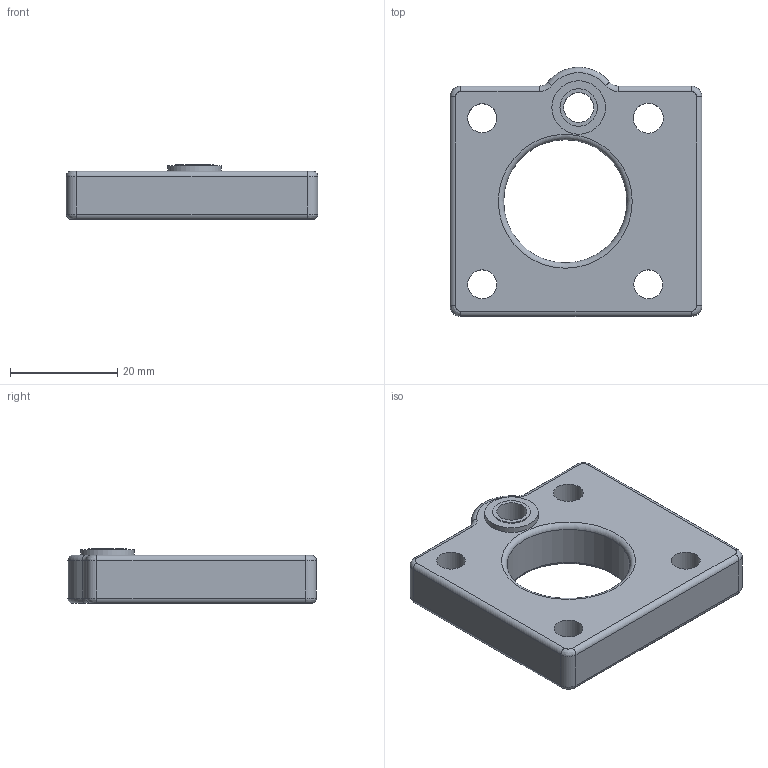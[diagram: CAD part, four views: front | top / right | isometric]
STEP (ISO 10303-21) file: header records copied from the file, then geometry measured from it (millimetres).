
FILE_DESCRIPTION(/* description */ (''),/* implementation_level */ '2;1');
FILE_NAME(/* name */ 'AWD_Front_Top_Left_8.5mmPulley.step',/* time_stamp */ '2024-11-02T21:25:44+02:00',/* author */ (''),/* organization */ (''),/* preprocessor_version */ 'ST-DEVELOPER v20',/* originating_system */ 'Autodesk Translation Framework v13.20.0.188',/* authorisation */ '');
FILE_SCHEMA (('AUTOMOTIVE_DESIGN { 1 0 10303 214 3 1 1 }'));
Length unit declared in the file: millimetre
Products named in the file (1): Top left
Bounding box: 47 x 46.48 x 10.25 mm (x, y, z)
Volume: 13604.3 mm3; surface area: 5920.2 mm2
Topology: 1 solids, 1 shells, 51 faces, 117 edges, 70 vertices
Faces by surface type: cylinder 25, plane 9, torus 9, bspline 8
Full cylindrical faces by diameter (mm): 5.4 x3, 5.6 x2, 7 x1, 10 x1, 23 x1
Entity records: 1545 total; most frequent: CARTESIAN_POINT 303, DIRECTION 282, ORIENTED_EDGE 234, AXIS2_PLACEMENT_3D 121, EDGE_CURVE 117, CIRCLE 77, VERTEX_POINT 70, EDGE_LOOP 65
